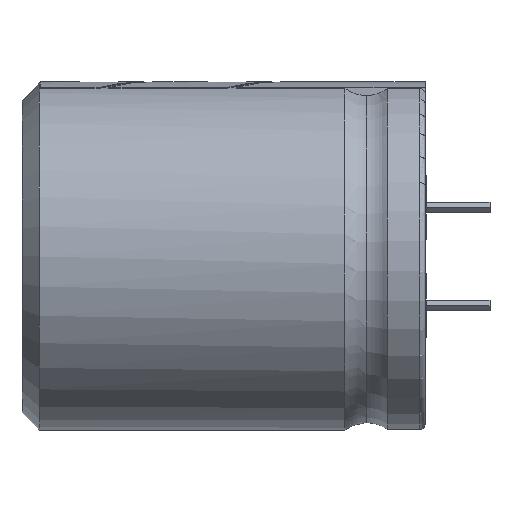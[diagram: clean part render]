
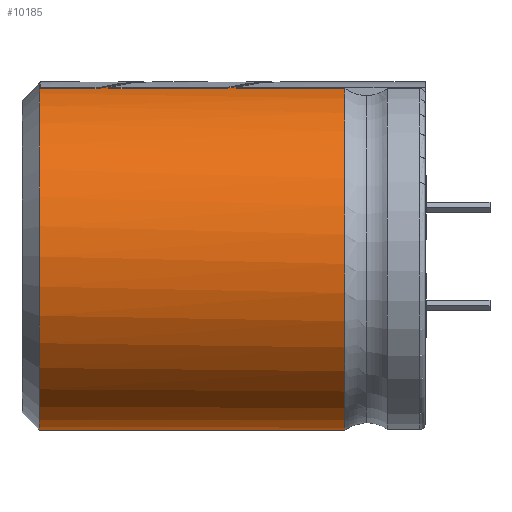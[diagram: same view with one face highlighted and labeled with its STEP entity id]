
A CAD part, left-side view. The second image highlights one B-rep face of the part: STEP entity #10185.
In plain terms, the highlighted cylindrical face has radius 17.65 mm (diameter 35.3 mm), a partial arc.
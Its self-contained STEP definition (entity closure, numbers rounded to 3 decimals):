
#121 = ORIENTED_EDGE ( 'NONE', *, *, #3940, .T. ) ;
#355 = CARTESIAN_POINT ( 'NONE',  ( -3.004, 3.228, 17.458 ) ) ;
#421 = VERTEX_POINT ( 'NONE', #9315 ) ;
#505 = CARTESIAN_POINT ( 'NONE',  ( 0., 0.224, 17.65 ) ) ;
#605 = DIRECTION ( 'NONE',  ( 0., 1., 0. ) ) ;
#652 = VERTEX_POINT ( 'NONE', #12348 ) ;
#726 = DIRECTION ( 'NONE',  ( 0., 0., 1. ) ) ;
#822 = CARTESIAN_POINT ( 'NONE',  ( 0., -6.325, -17.65 ) ) ;
#883 = VERTEX_POINT ( 'NONE', #927 ) ;
#903 =( BOUNDED_CURVE ( )  B_SPLINE_CURVE ( 3, ( #9129, #3851, #10996, #1043 ),
 .UNSPECIFIED., .F., .T. ) 
 B_SPLINE_CURVE_WITH_KNOTS ( ( 4, 4 ),
 ( 4.712, 4.968 ),
 .UNSPECIFIED. ) 
 CURVE ( )  GEOMETRIC_REPRESENTATION_ITEM ( )  RATIONAL_B_SPLINE_CURVE ( ( 1., 0.995, 0.995, 1. ) ) 
 REPRESENTATION_ITEM ( '' )  );
#927 = CARTESIAN_POINT ( 'NONE',  ( -4.463, 24.687, 17.077 ) ) ;
#1043 = CARTESIAN_POINT ( 'NONE',  ( -4.463, 5.687, 17.077 ) ) ;
#1221 = CIRCLE ( 'NONE', #11437, 17.65 ) ;
#1262 = DIRECTION ( 'NONE',  ( 0., 1., 0. ) ) ;
#1417 = CARTESIAN_POINT ( 'NONE',  ( 0., 24.758, 17.65 ) ) ;
#1543 = CARTESIAN_POINT ( 'NONE',  ( -1.508, 15.732, 17.65 ) ) ;
#1572 = EDGE_CURVE ( 'NONE', #652, #883, #2493, .T. ) ;
#1593 = VECTOR ( 'NONE', #8081, 1000. ) ;
#1669 = VERTEX_POINT ( 'NONE', #5757 ) ;
#1693 = CARTESIAN_POINT ( 'NONE',  ( 0., 24.687, 17.65 ) ) ;
#1779 =( BOUNDED_CURVE ( )  B_SPLINE_CURVE ( 3, ( #10478, #1543, #12555, #5788 ),
 .UNSPECIFIED., .F., .T. ) 
 B_SPLINE_CURVE_WITH_KNOTS ( ( 4, 4 ),
 ( 4.712, 4.968 ),
 .UNSPECIFIED. ) 
 CURVE ( )  GEOMETRIC_REPRESENTATION_ITEM ( )  RATIONAL_B_SPLINE_CURVE ( ( 1., 0.995, 0.995, 1. ) ) 
 REPRESENTATION_ITEM ( '' )  );
#1981 = CARTESIAN_POINT ( 'NONE',  ( 0., 14.224, 17.65 ) ) ;
#2153 = DIRECTION ( 'NONE',  ( 0., 1., 0. ) ) ;
#2381 = CARTESIAN_POINT ( 'NONE',  ( 0., 32.893, 17.65 ) ) ;
#2491 = CARTESIAN_POINT ( 'NONE',  ( 0., 24.758, 0. ) ) ;
#2493 = LINE ( 'NONE', #4766, #1593 ) ;
#2583 = AXIS2_PLACEMENT_3D ( 'NONE', #4504, #4353, #7811 ) ;
#2656 = AXIS2_PLACEMENT_3D ( 'NONE', #2491, #12361, #11306 ) ;
#2820 = ORIENTED_EDGE ( 'NONE', *, *, #13615, .F. ) ;
#3418 = ORIENTED_EDGE ( 'NONE', *, *, #11628, .T. ) ;
#3569 = DIRECTION ( 'NONE',  ( 0., 0., -1. ) ) ;
#3851 = CARTESIAN_POINT ( 'NONE',  ( -1.508, 2.732, 17.65 ) ) ;
#3940 = EDGE_CURVE ( 'NONE', #5758, #6619, #12088, .T. ) ;
#3969 = VECTOR ( 'NONE', #2153, 1000. ) ;
#3988 = VECTOR ( 'NONE', #605, 1000. ) ;
#4353 = DIRECTION ( 'NONE',  ( 0., 1., 0. ) ) ;
#4504 = CARTESIAN_POINT ( 'NONE',  ( 0., -6.325, 0. ) ) ;
#4601 = VERTEX_POINT ( 'NONE', #1981 ) ;
#4766 = CARTESIAN_POINT ( 'NONE',  ( -4.463, 32.893, 17.077 ) ) ;
#4822 = EDGE_CURVE ( 'NONE', #7865, #421, #8856, .T. ) ;
#5368 = ORIENTED_EDGE ( 'NONE', *, *, #6448, .T. ) ;
#5469 = ORIENTED_EDGE ( 'NONE', *, *, #7014, .T. ) ;
#5543 = CARTESIAN_POINT ( 'NONE',  ( -4.463, 32.893, 17.077 ) ) ;
#5678 = EDGE_CURVE ( 'NONE', #9002, #7555, #13312, .T. ) ;
#5757 = CARTESIAN_POINT ( 'NONE',  ( -4.463, 17.687, 17.077 ) ) ;
#5758 = VERTEX_POINT ( 'NONE', #8146 ) ;
#5788 = CARTESIAN_POINT ( 'NONE',  ( -4.463, 18.687, 17.077 ) ) ;
#5848 = CARTESIAN_POINT ( 'NONE',  ( -4.463, 4.687, 17.077 ) ) ;
#6047 = EDGE_CURVE ( 'NONE', #12803, #1669, #6984, .T. ) ;
#6092 = CARTESIAN_POINT ( 'NONE',  ( 0., 32.893, 17.65 ) ) ;
#6359 = CARTESIAN_POINT ( 'NONE',  ( 0., 32.893, 0. ) ) ;
#6446 = FACE_OUTER_BOUND ( 'NONE', #12278, .T. ) ;
#6448 = EDGE_CURVE ( 'NONE', #12498, #4601, #11572, .T. ) ;
#6619 = VERTEX_POINT ( 'NONE', #8734 ) ;
#6629 = ORIENTED_EDGE ( 'NONE', *, *, #5678, .T. ) ;
#6633 = ORIENTED_EDGE ( 'NONE', *, *, #8956, .T. ) ;
#6719 = VECTOR ( 'NONE', #1262, 1000. ) ;
#6984 = LINE ( 'NONE', #7118, #6719 ) ;
#7014 = EDGE_CURVE ( 'NONE', #7865, #9002, #8826, .T. ) ;
#7118 = CARTESIAN_POINT ( 'NONE',  ( -4.463, 32.893, 17.077 ) ) ;
#7259 = VERTEX_POINT ( 'NONE', #1693 ) ;
#7360 = CARTESIAN_POINT ( 'NONE',  ( 0., 13.224, 17.65 ) ) ;
#7545 = EDGE_CURVE ( 'NONE', #1669, #12498, #10825, .T. ) ;
#7555 = VERTEX_POINT ( 'NONE', #13850 ) ;
#7571 = CARTESIAN_POINT ( 'NONE',  ( 0., 32.893, -17.65 ) ) ;
#7811 = DIRECTION ( 'NONE',  ( 0., 0., 1. ) ) ;
#7843 = CARTESIAN_POINT ( 'NONE',  ( 0., 13.224, 17.65 ) ) ;
#7865 = VERTEX_POINT ( 'NONE', #822 ) ;
#7989 = EDGE_CURVE ( 'NONE', #6619, #12803, #903, .T. ) ;
#8081 = DIRECTION ( 'NONE',  ( 0., 1., 0. ) ) ;
#8146 = CARTESIAN_POINT ( 'NONE',  ( 0., 0.224, 17.65 ) ) ;
#8447 = CARTESIAN_POINT ( 'NONE',  ( -1.508, 14.732, 17.65 ) ) ;
#8618 = CYLINDRICAL_SURFACE ( 'NONE', #12577, 17.65 ) ;
#8647 = ORIENTED_EDGE ( 'NONE', *, *, #4822, .F. ) ;
#8734 = CARTESIAN_POINT ( 'NONE',  ( 0., 1.224, 17.65 ) ) ;
#8782 = DIRECTION ( 'NONE',  ( 0., 1., 0. ) ) ;
#8816 =( BOUNDED_CURVE ( )  B_SPLINE_CURVE ( 3, ( #5848, #355, #10236, #505 ),
 .UNSPECIFIED., .F., .F. ) 
 B_SPLINE_CURVE_WITH_KNOTS ( ( 4, 4 ),
 ( 1.315, 1.571 ),
 .UNSPECIFIED. ) 
 CURVE ( )  GEOMETRIC_REPRESENTATION_ITEM ( )  RATIONAL_B_SPLINE_CURVE ( ( 1., 0.995, 0.995, 1. ) ) 
 REPRESENTATION_ITEM ( '' )  );
#8826 = CIRCLE ( 'NONE', #2583, 17.65 ) ;
#8856 = LINE ( 'NONE', #7571, #13109 ) ;
#8888 = CIRCLE ( 'NONE', #2656, 17.65 ) ;
#8898 = ORIENTED_EDGE ( 'NONE', *, *, #6047, .T. ) ;
#8926 = ORIENTED_EDGE ( 'NONE', *, *, #12795, .T. ) ;
#8956 = EDGE_CURVE ( 'NONE', #7555, #5758, #8816, .T. ) ;
#9002 = VERTEX_POINT ( 'NONE', #13032 ) ;
#9071 = ORIENTED_EDGE ( 'NONE', *, *, #7545, .T. ) ;
#9129 = CARTESIAN_POINT ( 'NONE',  ( 0., 1.224, 17.65 ) ) ;
#9315 = CARTESIAN_POINT ( 'NONE',  ( 0., 24.758, -17.65 ) ) ;
#9593 = CARTESIAN_POINT ( 'NONE',  ( -3.004, 16.228, 17.458 ) ) ;
#10008 = VERTEX_POINT ( 'NONE', #1417 ) ;
#10185 = ADVANCED_FACE ( 'NONE', ( #6446 ), #8618, .T. ) ;
#10236 = CARTESIAN_POINT ( 'NONE',  ( -1.508, 1.732, 17.65 ) ) ;
#10332 = DIRECTION ( 'NONE',  ( 0., 1., 0. ) ) ;
#10478 = CARTESIAN_POINT ( 'NONE',  ( 0., 14.224, 17.65 ) ) ;
#10510 = CARTESIAN_POINT ( 'NONE',  ( -4.463, 5.687, 17.077 ) ) ;
#10825 =( BOUNDED_CURVE ( )  B_SPLINE_CURVE ( 3, ( #13928, #9593, #8447, #7360 ),
 .UNSPECIFIED., .F., .T. ) 
 B_SPLINE_CURVE_WITH_KNOTS ( ( 4, 4 ),
 ( 1.315, 1.571 ),
 .UNSPECIFIED. ) 
 CURVE ( )  GEOMETRIC_REPRESENTATION_ITEM ( )  RATIONAL_B_SPLINE_CURVE ( ( 1., 0.995, 0.995, 1. ) ) 
 REPRESENTATION_ITEM ( '' )  );
#10996 = CARTESIAN_POINT ( 'NONE',  ( -3.004, 4.228, 17.458 ) ) ;
#11011 = ORIENTED_EDGE ( 'NONE', *, *, #7989, .T. ) ;
#11306 = DIRECTION ( 'NONE',  ( 0., 0., 1. ) ) ;
#11437 = AXIS2_PLACEMENT_3D ( 'NONE', #12558, #10332, #3569 ) ;
#11481 = VECTOR ( 'NONE', #13772, 1000. ) ;
#11572 = LINE ( 'NONE', #6092, #3988 ) ;
#11628 = EDGE_CURVE ( 'NONE', #883, #7259, #1221, .T. ) ;
#12088 = LINE ( 'NONE', #2381, #3969 ) ;
#12187 = ORIENTED_EDGE ( 'NONE', *, *, #13328, .T. ) ;
#12278 = EDGE_LOOP ( 'NONE', ( #8647, #5469, #6629, #6633, #121, #11011, #8898, #9071, #5368, #12187, #13784, #3418, #8926, #2820 ) ) ;
#12348 = CARTESIAN_POINT ( 'NONE',  ( -4.463, 18.687, 17.077 ) ) ;
#12361 = DIRECTION ( 'NONE',  ( 0., 1., 0. ) ) ;
#12498 = VERTEX_POINT ( 'NONE', #7843 ) ;
#12555 = CARTESIAN_POINT ( 'NONE',  ( -3.004, 17.228, 17.458 ) ) ;
#12558 = CARTESIAN_POINT ( 'NONE',  ( 0., 24.687, 0. ) ) ;
#12577 = AXIS2_PLACEMENT_3D ( 'NONE', #6359, #12763, #726 ) ;
#12763 = DIRECTION ( 'NONE',  ( 0., 1., 0. ) ) ;
#12795 = EDGE_CURVE ( 'NONE', #7259, #10008, #13697, .T. ) ;
#12803 = VERTEX_POINT ( 'NONE', #10510 ) ;
#12881 = CARTESIAN_POINT ( 'NONE',  ( 0., 32.893, 17.65 ) ) ;
#13032 = CARTESIAN_POINT ( 'NONE',  ( -4.463, -6.325, 17.077 ) ) ;
#13109 = VECTOR ( 'NONE', #8782, 1000. ) ;
#13312 = LINE ( 'NONE', #5543, #13938 ) ;
#13328 = EDGE_CURVE ( 'NONE', #4601, #652, #1779, .T. ) ;
#13615 = EDGE_CURVE ( 'NONE', #421, #10008, #8888, .T. ) ;
#13697 = LINE ( 'NONE', #12881, #11481 ) ;
#13772 = DIRECTION ( 'NONE',  ( 0., 1., 0. ) ) ;
#13784 = ORIENTED_EDGE ( 'NONE', *, *, #1572, .T. ) ;
#13850 = CARTESIAN_POINT ( 'NONE',  ( -4.463, 4.687, 17.077 ) ) ;
#13928 = CARTESIAN_POINT ( 'NONE',  ( -4.463, 17.687, 17.077 ) ) ;
#13938 = VECTOR ( 'NONE', #14356, 1000. ) ;
#14356 = DIRECTION ( 'NONE',  ( 0., 1., 0. ) ) ;
